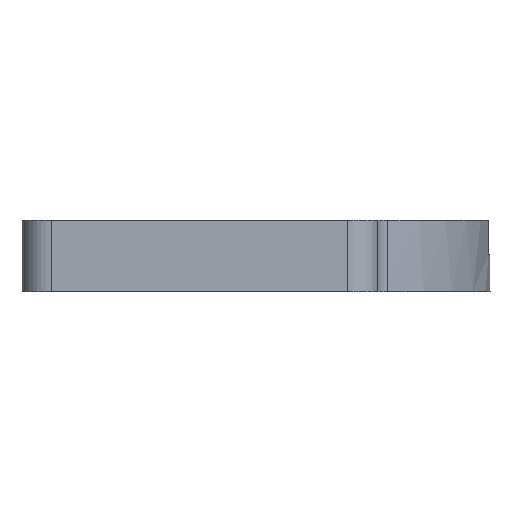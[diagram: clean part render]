
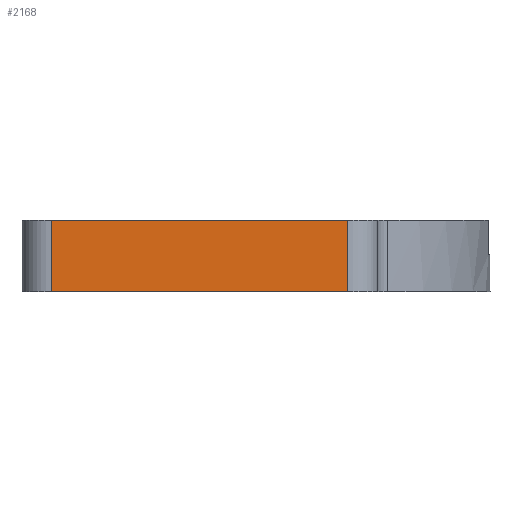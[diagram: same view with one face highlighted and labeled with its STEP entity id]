
A CAD part, left-side view. The second image highlights one B-rep face of the part: STEP entity #2168.
In plain terms, the highlighted planar face has unit normal (-1, 0, 0).
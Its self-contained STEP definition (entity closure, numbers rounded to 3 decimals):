
#59 = EDGE_LOOP ( 'NONE', ( #2162, #605, #1566, #1279 ) ) ;
#92 = VERTEX_POINT ( 'NONE', #2247 ) ;
#120 = VERTEX_POINT ( 'NONE', #587 ) ;
#145 = DIRECTION ( 'NONE',  ( 0., 0., -1. ) ) ;
#281 = CARTESIAN_POINT ( 'NONE',  ( -61., 0., 12. ) ) ;
#326 = VERTEX_POINT ( 'NONE', #680 ) ;
#356 = VECTOR ( 'NONE', #145, 1000. ) ;
#402 = CARTESIAN_POINT ( 'NONE',  ( -61., -25., 12. ) ) ;
#587 = CARTESIAN_POINT ( 'NONE',  ( -61., 25., 12. ) ) ;
#605 = ORIENTED_EDGE ( 'NONE', *, *, #1653, .T. ) ;
#680 = CARTESIAN_POINT ( 'NONE',  ( -61., -25., 0. ) ) ;
#723 = DIRECTION ( 'NONE',  ( 1., 0., 0. ) ) ;
#728 = VECTOR ( 'NONE', #1017, 1000. ) ;
#732 = FACE_OUTER_BOUND ( 'NONE', #59, .T. ) ;
#883 = CARTESIAN_POINT ( 'NONE',  ( -61., 0., 0. ) ) ;
#1017 = DIRECTION ( 'NONE',  ( 0., -1., 0. ) ) ;
#1105 = DIRECTION ( 'NONE',  ( 0., 0., 1. ) ) ;
#1121 = LINE ( 'NONE', #402, #1160 ) ;
#1160 = VECTOR ( 'NONE', #1105, 1000. ) ;
#1174 = EDGE_CURVE ( 'NONE', #92, #326, #2301, .T. ) ;
#1190 = LINE ( 'NONE', #281, #728 ) ;
#1279 = ORIENTED_EDGE ( 'NONE', *, *, #1572, .T. ) ;
#1410 = AXIS2_PLACEMENT_3D ( 'NONE', #1788, #723, #1778 ) ;
#1466 = VECTOR ( 'NONE', #1613, 1000. ) ;
#1479 = VERTEX_POINT ( 'NONE', #2287 ) ;
#1566 = ORIENTED_EDGE ( 'NONE', *, *, #2121, .F. ) ;
#1572 = EDGE_CURVE ( 'NONE', #120, #92, #1983, .T. ) ;
#1613 = DIRECTION ( 'NONE',  ( 0., -1., 0. ) ) ;
#1653 = EDGE_CURVE ( 'NONE', #326, #1479, #1121, .T. ) ;
#1778 = DIRECTION ( 'NONE',  ( 0., 1., 0. ) ) ;
#1780 = CARTESIAN_POINT ( 'NONE',  ( -61., 25., 12. ) ) ;
#1788 = CARTESIAN_POINT ( 'NONE',  ( -61., 0., 12. ) ) ;
#1813 = PLANE ( 'NONE',  #1410 ) ;
#1983 = LINE ( 'NONE', #1780, #356 ) ;
#2121 = EDGE_CURVE ( 'NONE', #120, #1479, #1190, .T. ) ;
#2162 = ORIENTED_EDGE ( 'NONE', *, *, #1174, .T. ) ;
#2168 = ADVANCED_FACE ( 'NONE', ( #732 ), #1813, .F. ) ;
#2247 = CARTESIAN_POINT ( 'NONE',  ( -61., 25., 0. ) ) ;
#2287 = CARTESIAN_POINT ( 'NONE',  ( -61., -25., 12. ) ) ;
#2301 = LINE ( 'NONE', #883, #1466 ) ;
